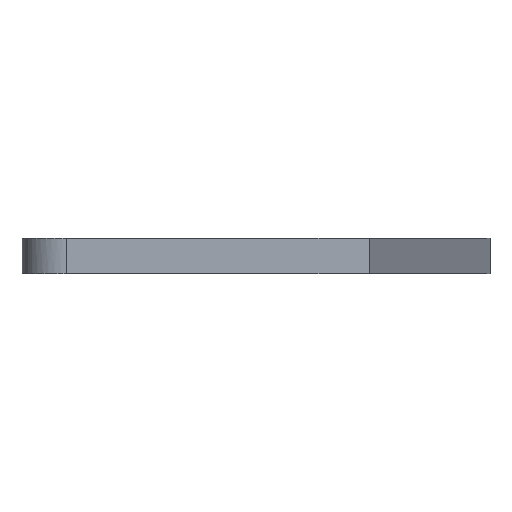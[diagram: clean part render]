
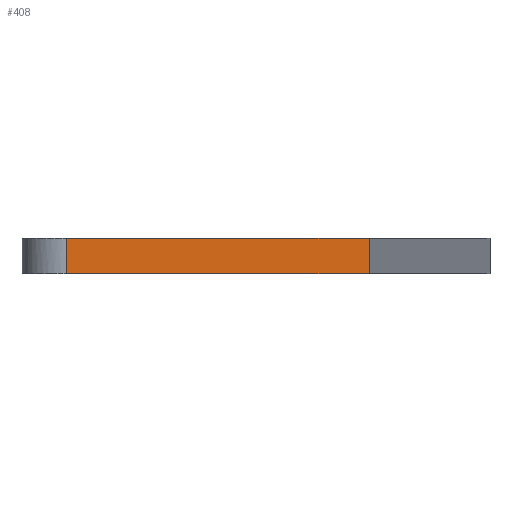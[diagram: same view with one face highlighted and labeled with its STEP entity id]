
A CAD part, front view. The second image highlights one B-rep face of the part: STEP entity #408.
In plain terms, the highlighted free-form (B-spline) face has degree [1, 1] with [2, 2] control points.
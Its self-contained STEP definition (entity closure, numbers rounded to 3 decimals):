
#12 = EDGE_CURVE ( 'NONE', #317, #61, #421, .T. ) ;
#29 = FACE_OUTER_BOUND ( 'NONE', #447, .T. ) ;
#45 = EDGE_CURVE ( 'NONE', #433, #409, #222, .T. ) ;
#50 = CARTESIAN_POINT ( 'NONE',  ( 212.462, 64.89, -8. ) ) ;
#61 = VERTEX_POINT ( 'NONE', #415 ) ;
#65 = ORIENTED_EDGE ( 'NONE', *, *, #120, .F. ) ;
#87 = B_SPLINE_CURVE_WITH_KNOTS ( 'NONE', 1,
 ( #92, #50 ),
 .UNSPECIFIED., .F., .F.,
 ( 2, 2 ),
 ( 0., 1. ),
 .UNSPECIFIED. ) ;
#92 = CARTESIAN_POINT ( 'NONE',  ( 212.462, 64.89, 0. ) ) ;
#111 = CARTESIAN_POINT ( 'NONE',  ( 212.462, 64.89, 0. ) ) ;
#120 = EDGE_CURVE ( 'NONE', #409, #61, #87, .T. ) ;
#148 = B_SPLINE_CURVE_WITH_KNOTS ( 'NONE', 1,
 ( #407, #213 ),
 .UNSPECIFIED., .F., .F.,
 ( 2, 2 ),
 ( 0., 1. ),
 .UNSPECIFIED. ) ;
#150 = CARTESIAN_POINT ( 'NONE',  ( 144.279, 64.89, 0. ) ) ;
#176 = CARTESIAN_POINT ( 'NONE',  ( 144.279, 64.89, -8. ) ) ;
#208 = B_SPLINE_SURFACE_WITH_KNOTS ( 'NONE', 1, 1, ( 
 ( #150, #111 ),
 ( #176, #405 ) ),
 .UNSPECIFIED., .F., .F., .F.,
 ( 2, 2 ),
 ( 2, 2 ),
 ( 0., 1. ),
 ( 0., 1. ),
 .UNSPECIFIED. ) ;
#213 = CARTESIAN_POINT ( 'NONE',  ( 144.279, 64.89, -8. ) ) ;
#222 = B_SPLINE_CURVE_WITH_KNOTS ( 'NONE', 1,
 ( #272, #261 ),
 .UNSPECIFIED., .F., .F.,
 ( 2, 2 ),
 ( 0., 1. ),
 .UNSPECIFIED. ) ;
#226 = CARTESIAN_POINT ( 'NONE',  ( 212.462, 64.89, -8. ) ) ;
#253 = CARTESIAN_POINT ( 'NONE',  ( 144.279, 64.89, -8. ) ) ;
#261 = CARTESIAN_POINT ( 'NONE',  ( 212.462, 64.89, 0. ) ) ;
#272 = CARTESIAN_POINT ( 'NONE',  ( 144.279, 64.89, 0. ) ) ;
#274 = ORIENTED_EDGE ( 'NONE', *, *, #376, .T. ) ;
#296 = ORIENTED_EDGE ( 'NONE', *, *, #45, .F. ) ;
#297 = CARTESIAN_POINT ( 'NONE',  ( 144.279, 64.89, -8. ) ) ;
#317 = VERTEX_POINT ( 'NONE', #297 ) ;
#336 = ORIENTED_EDGE ( 'NONE', *, *, #12, .T. ) ;
#372 = CARTESIAN_POINT ( 'NONE',  ( 144.279, 64.89, 0. ) ) ;
#376 = EDGE_CURVE ( 'NONE', #433, #317, #148, .T. ) ;
#405 = CARTESIAN_POINT ( 'NONE',  ( 212.462, 64.89, -8. ) ) ;
#407 = CARTESIAN_POINT ( 'NONE',  ( 144.279, 64.89, 0. ) ) ;
#408 = ADVANCED_FACE ( 'NONE', ( #29 ), #208, .T. ) ;
#409 = VERTEX_POINT ( 'NONE', #472 ) ;
#415 = CARTESIAN_POINT ( 'NONE',  ( 212.462, 64.89, -8. ) ) ;
#421 = B_SPLINE_CURVE_WITH_KNOTS ( 'NONE', 1,
 ( #253, #226 ),
 .UNSPECIFIED., .F., .F.,
 ( 2, 2 ),
 ( 0., 1. ),
 .UNSPECIFIED. ) ;
#433 = VERTEX_POINT ( 'NONE', #372 ) ;
#447 = EDGE_LOOP ( 'NONE', ( #336, #65, #296, #274 ) ) ;
#472 = CARTESIAN_POINT ( 'NONE',  ( 212.462, 64.89, 0. ) ) ;
